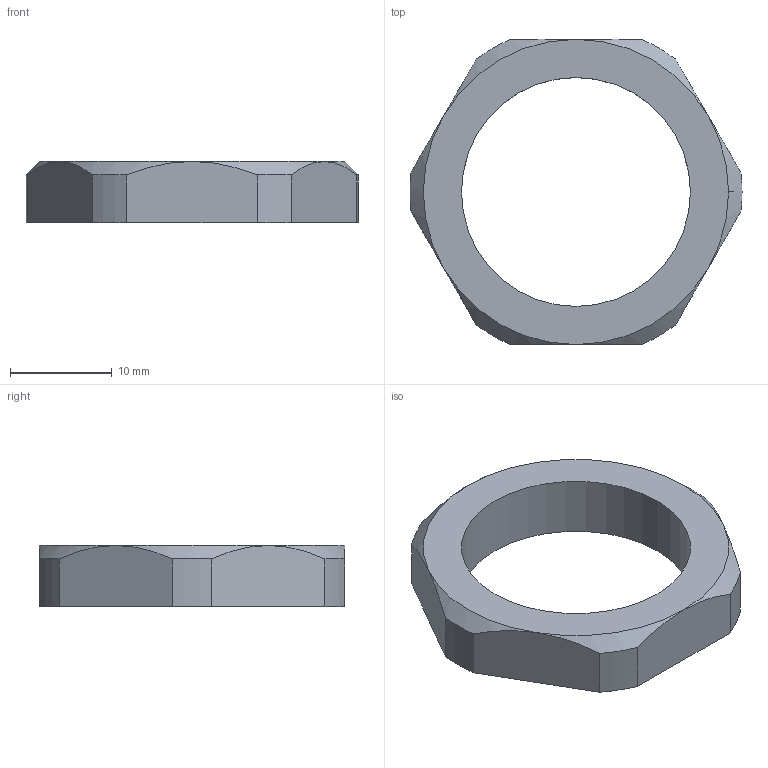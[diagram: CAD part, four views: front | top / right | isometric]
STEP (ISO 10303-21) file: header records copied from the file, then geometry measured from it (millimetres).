
FILE_DESCRIPTION (( 'STEP AP203' ), '1' );
FILE_NAME ('WNAP-M24G_S.STP', '2017-10-21T11:11:18', ( '微软用户' ), ( '微软中国' ), 'SwSTEP 2.0', 'SolidWorks 2012', '' );
FILE_SCHEMA (( 'CONFIG_CONTROL_DESIGN' ));
Length unit declared in the file: millimetre
Products named in the file (1): WNAP-M24G_S
Bounding box: 32.63 x 30 x 6 mm (x, y, z)
Volume: 2191.6 mm3; surface area: 1728.1 mm2
Topology: 1 solids, 1 shells, 24 faces, 59 edges, 37 vertices
Faces by surface type: cylinder 9, plane 8, cone 7
Entity records: 861 total; most frequent: CARTESIAN_POINT 213, DIRECTION 122, ORIENTED_EDGE 118, EDGE_CURVE 59, AXIS2_PLACEMENT_3D 50, VERTEX_POINT 37, EDGE_LOOP 26, CIRCLE 25
